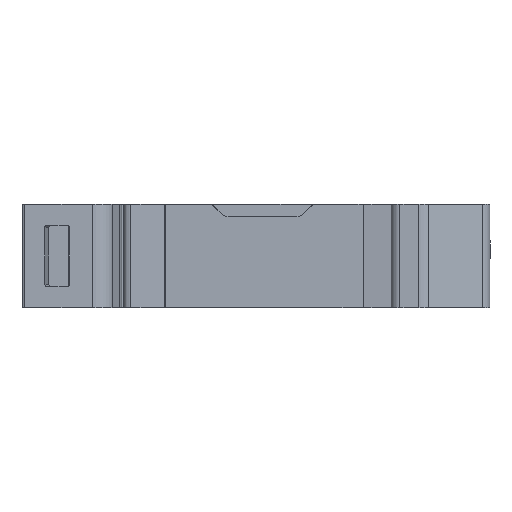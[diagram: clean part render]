
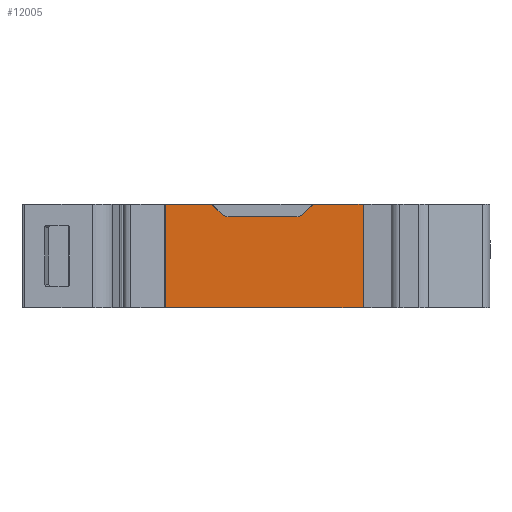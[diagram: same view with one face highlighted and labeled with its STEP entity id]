
A CAD part, front view. The second image highlights one B-rep face of the part: STEP entity #12005.
In plain terms, the highlighted planar face has unit normal (0, -1, 0).
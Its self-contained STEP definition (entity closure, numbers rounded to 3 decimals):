
#1385=DIRECTION('',(-0.707,0.,-0.707));
#1386=VECTOR('',#1385,1.707);
#1387=CARTESIAN_POINT('',(5.9,0.3,0.));
#1388=LINE('',#1387,#1386);
#1389=DIRECTION('',(1.,0.,0.));
#1390=VECTOR('',#1389,5.821);
#1391=CARTESIAN_POINT('',(5.9,0.3,0.));
#1392=LINE('',#1391,#1390);
#1393=DIRECTION('',(0.,0.,-1.));
#1394=VECTOR('',#1393,12.1);
#1395=CARTESIAN_POINT('',(11.721,0.3,0.));
#1396=LINE('',#1395,#1394);
#1397=DIRECTION('',(-1.,0.,0.));
#1398=VECTOR('',#1397,23.042);
#1399=CARTESIAN_POINT('',(11.721,0.3,-12.1));
#1400=LINE('',#1399,#1398);
#1401=DIRECTION('',(1.,0.,0.));
#1402=VECTOR('',#1401,5.421);
#1403=CARTESIAN_POINT('',(-11.321,0.3,0.));
#1404=LINE('',#1403,#1402);
#1405=DIRECTION('',(-0.707,0.,0.707));
#1406=VECTOR('',#1405,1.707);
#1407=CARTESIAN_POINT('',(-4.693,0.3,-1.207));
#1408=LINE('',#1407,#1406);
#1409=CARTESIAN_POINT('',(-3.986,0.3,-0.5));
#1410=DIRECTION('',(0.,1.,0.));
#1411=DIRECTION('',(0.,0.,-1.));
#1412=AXIS2_PLACEMENT_3D('',#1409,#1410,#1411);
#1414=DIRECTION('',(-1.,0.,0.));
#1415=VECTOR('',#1414,7.972);
#1416=CARTESIAN_POINT('',(3.986,0.3,-1.5));
#1417=LINE('',#1416,#1415);
#1418=CARTESIAN_POINT('',(3.986,0.3,-0.5));
#1419=DIRECTION('',(0.,1.,0.));
#1420=DIRECTION('',(0.707,0.,-0.707));
#1421=AXIS2_PLACEMENT_3D('',#1418,#1419,#1420);
#3147=DIRECTION('',(0.,0.,-1.));
#3148=VECTOR('',#3147,12.1);
#3149=CARTESIAN_POINT('',(-11.321,0.3,0.));
#3150=LINE('',#3149,#3148);
#10172=CARTESIAN_POINT('',(11.721,0.3,0.));
#10173=VERTEX_POINT('',#10172);
#10198=CARTESIAN_POINT('',(11.721,0.3,-12.1));
#10199=VERTEX_POINT('',#10198);
#10218=CARTESIAN_POINT('',(-11.321,0.3,0.));
#10220=VERTEX_POINT('',#10218);
#10254=CARTESIAN_POINT('',(-11.321,0.3,-12.1));
#10256=VERTEX_POINT('',#10254);
#11116=CARTESIAN_POINT('',(5.9,0.3,0.));
#11118=VERTEX_POINT('',#11116);
#11120=CARTESIAN_POINT('',(-5.9,0.3,0.));
#11122=VERTEX_POINT('',#11120);
#11124=CARTESIAN_POINT('',(4.693,0.3,-1.207));
#11125=VERTEX_POINT('',#11124);
#11126=CARTESIAN_POINT('',(3.986,0.3,-1.5));
#11127=CARTESIAN_POINT('',(-3.986,0.3,-1.5));
#11128=VERTEX_POINT('',#11126);
#11129=VERTEX_POINT('',#11127);
#11130=CARTESIAN_POINT('',(-4.693,0.3,-1.207));
#11131=VERTEX_POINT('',#11130);
#11981=CARTESIAN_POINT('',(11.721,0.3,0.));
#11982=DIRECTION('',(0.,1.,0.));
#11983=DIRECTION('',(-1.,0.,0.));
#11984=AXIS2_PLACEMENT_3D('',#11981,#11982,#11983);
#11985=PLANE('',#11984);
#11986=ORIENTED_EDGE('',*,*,#11957,.F.);
#11987=ORIENTED_EDGE('',*,*,#11624,.T.);
#11989=ORIENTED_EDGE('',*,*,#11988,.T.);
#11991=ORIENTED_EDGE('',*,*,#11990,.T.);
#11993=ORIENTED_EDGE('',*,*,#11992,.F.);
#11994=ORIENTED_EDGE('',*,*,#11286,.T.);
#11996=ORIENTED_EDGE('',*,*,#11995,.F.);
#11998=ORIENTED_EDGE('',*,*,#11997,.F.);
#12000=ORIENTED_EDGE('',*,*,#11999,.F.);
#12002=ORIENTED_EDGE('',*,*,#12001,.F.);
#12003=EDGE_LOOP('',(#11986,#11987,#11989,#11991,#11993,#11994,#11996,#11998,
#12000,#12002));
#12004=FACE_OUTER_BOUND('',#12003,.F.);
#1413=CIRCLE('',#1412,1.);
#1422=CIRCLE('',#1421,1.);
#11286=EDGE_CURVE('',#10220,#11122,#1404,.T.);
#11624=EDGE_CURVE('',#11118,#10173,#1392,.T.);
#11957=EDGE_CURVE('',#11118,#11125,#1388,.T.);
#11988=EDGE_CURVE('',#10173,#10199,#1396,.T.);
#11990=EDGE_CURVE('',#10199,#10256,#1400,.T.);
#11992=EDGE_CURVE('',#10220,#10256,#3150,.T.);
#11995=EDGE_CURVE('',#11131,#11122,#1408,.T.);
#11997=EDGE_CURVE('',#11129,#11131,#1413,.T.);
#11999=EDGE_CURVE('',#11128,#11129,#1417,.T.);
#12001=EDGE_CURVE('',#11125,#11128,#1422,.T.);
#12005=ADVANCED_FACE('',(#12004),#11985,.F.);
